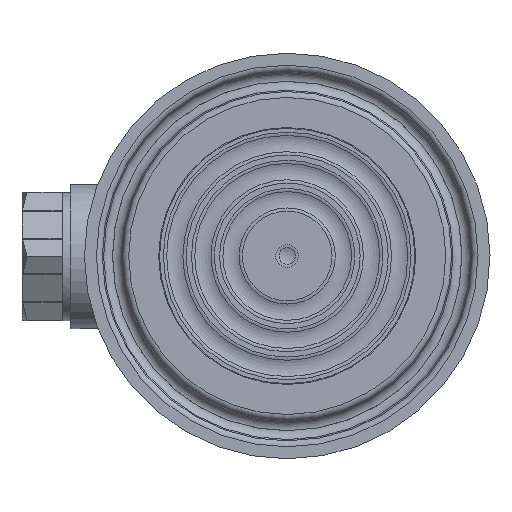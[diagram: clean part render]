
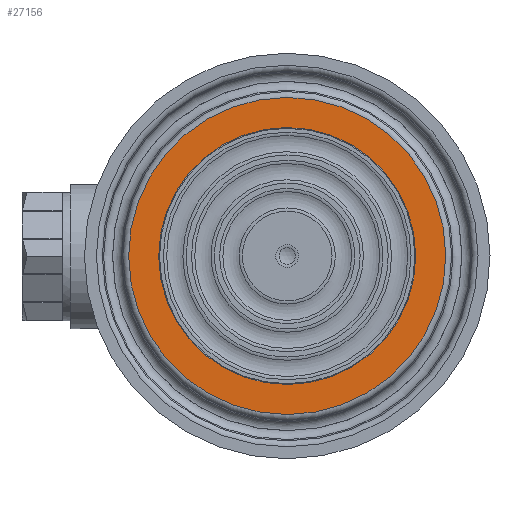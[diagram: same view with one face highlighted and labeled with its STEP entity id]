
A CAD part, left-side view. The second image highlights one B-rep face of the part: STEP entity #27156.
In plain terms, the highlighted planar face has unit normal (-1, 0, 0).
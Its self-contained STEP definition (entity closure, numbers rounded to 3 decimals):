
#538=FACE_BOUND('',#4854,.T.);
#1752=PLANE('',#28680);
#3245=FACE_OUTER_BOUND('',#4853,.T.);
#4853=EDGE_LOOP('',(#25294));
#4854=EDGE_LOOP('',(#25295));
#5360=CIRCLE('',#28675,16.);
#5363=CIRCLE('',#28681,19.742);
#13289=VERTEX_POINT('',#70061);
#13291=VERTEX_POINT('',#70070);
#17301=EDGE_CURVE('',#13289,#13289,#5360,.T.);
#17305=EDGE_CURVE('',#13291,#13291,#5363,.T.);
#25294=ORIENTED_EDGE('',*,*,#17305,.F.);
#25295=ORIENTED_EDGE('',*,*,#17301,.T.);
#27156=ADVANCED_FACE('',(#3245,#538),#1752,.T.);
#28675=AXIS2_PLACEMENT_3D('',#70062,#33482,#33483);
#28680=AXIS2_PLACEMENT_3D('',#70069,#33493,#33494);
#28681=AXIS2_PLACEMENT_3D('',#70071,#33495,#33496);
#33482=DIRECTION('center_axis',(1.,0.,0.));
#33483=DIRECTION('ref_axis',(0.,1.,0.));
#33493=DIRECTION('center_axis',(-1.,0.,0.));
#33494=DIRECTION('ref_axis',(0.,0.,1.));
#33495=DIRECTION('center_axis',(1.,0.,0.));
#33496=DIRECTION('ref_axis',(0.,0.,-1.));
#70061=CARTESIAN_POINT('',(0.,-16.,0.));
#70062=CARTESIAN_POINT('Origin',(0.,0.,
0.));
#70069=CARTESIAN_POINT('Origin',(0.,19.742,
0.));
#70070=CARTESIAN_POINT('',(0.,0.,19.742));
#70071=CARTESIAN_POINT('Origin',(0.,0.,0.));
